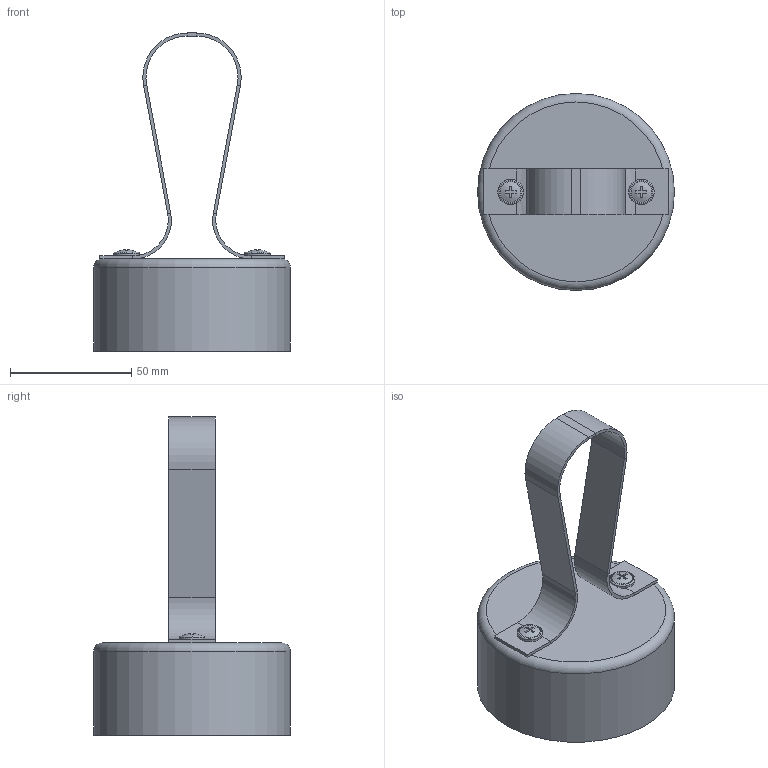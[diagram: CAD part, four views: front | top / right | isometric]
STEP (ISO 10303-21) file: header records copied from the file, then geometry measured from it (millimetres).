
FILE_DESCRIPTION((''),'2;1');
FILE_NAME('HÄLMH-80.stp','2014-02-21T15:21:39',(''),(''),'Autodesk Inventor 2013','Autodesk Inventor 2013','');
FILE_SCHEMA(('AUTOMOTIVE_DESIGN { 1 2 10303 214 0 1 1 1 }'));
Length unit declared in the file: millimetre
Products named in the file (4): HÄLMH-80; HÄLM-80; Syntetband-02; 999640
Assembly tree (4 placements, depth 2):
  HÄLMH-80
    HÄLM-80
    Syntetband-02
    999640  x2
Bounding box: 81.25 x 81.25 x 131.3 mm (x, y, z)
Volume: 13787.4 mm3; surface area: 39946.3 mm2
Topology: 4 solids, 4 shells, 99 faces, 233 edges, 143 vertices
Faces by surface type: plane 67, cylinder 16, bspline 10, torus 4, cone 2
Full cylindrical faces by diameter (mm): 6.5 x2, 10.5 x2, 80.25 x1, 81.25 x1
Entity records: 2993 total; most frequent: CARTESIAN_POINT 1311, ORIENTED_EDGE 314, DIRECTION 312, EDGE_CURVE 157, AXIS2_PLACEMENT_3D 108, VERTEX_POINT 98, VECTOR 96, LINE 96
